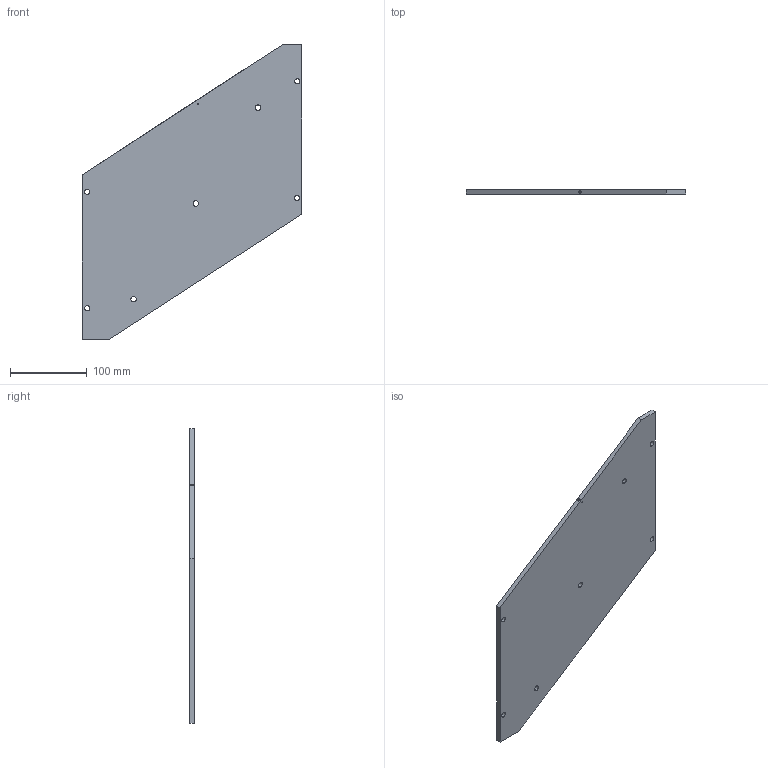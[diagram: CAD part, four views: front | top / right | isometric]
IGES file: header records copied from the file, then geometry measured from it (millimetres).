
Start section: SolidWorks IGES file using analytic representation for surfaces
Global section: file name: D1101900_AdLIGO AOS, Panel Top, SR2 Scraper Baffle-v2.IGS; native system: SolidWorks 2012; preprocessor: SolidWorks 2012; author: kbucklan; date: 120517.102241; units: inch
Bounding box: 286.92 x 6.1 x 384.81 mm (x, y, z)
Surface area: 142690 mm2 (no closed solid volume)
Topology: 0 solids, 0 shells, 30 faces, 492 edges, 490 vertices
Faces by surface type: revolution 22, bspline 8
